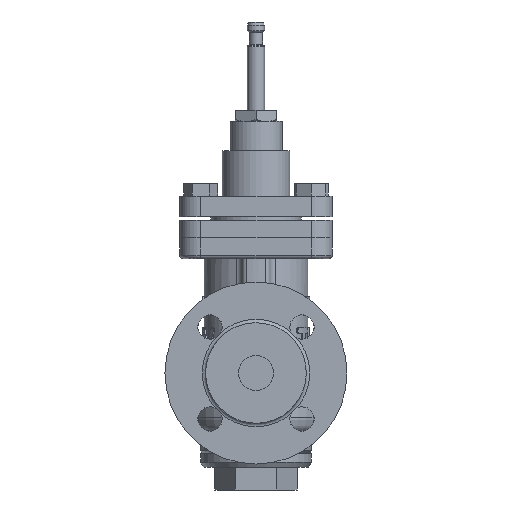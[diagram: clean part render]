
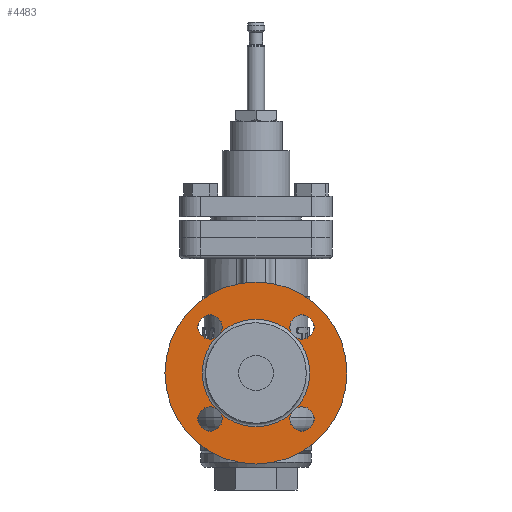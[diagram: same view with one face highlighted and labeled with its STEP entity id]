
A CAD part, left-side view. The second image highlights one B-rep face of the part: STEP entity #4483.
In plain terms, the highlighted planar face has unit normal (-1, 0, 0).
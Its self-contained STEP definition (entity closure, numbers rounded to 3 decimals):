
#908=PLANE('',#4875);
#991=FACE_BOUND('',#1551,.T.);
#1210=FACE_OUTER_BOUND('',#1550,.T.);
#1550=EDGE_LOOP('',(#3864));
#1551=EDGE_LOOP('',(#3865,#3866,#3867,#3868,#3869,#3870,#3871,#3872));
#1778=CIRCLE('',#4857,31.);
#1779=CIRCLE('',#4858,31.);
#1780=CIRCLE('',#4859,31.);
#1781=CIRCLE('',#4860,31.);
#1784=CIRCLE('',#4866,7.);
#1785=CIRCLE('',#4868,7.);
#1786=CIRCLE('',#4870,7.);
#1787=CIRCLE('',#4872,7.);
#1789=CIRCLE('',#4876,52.5);
#2202=VERTEX_POINT('',#8453);
#2203=VERTEX_POINT('',#8454);
#2204=VERTEX_POINT('',#8475);
#2205=VERTEX_POINT('',#8477);
#2206=VERTEX_POINT('',#8498);
#2207=VERTEX_POINT('',#8500);
#2208=VERTEX_POINT('',#8521);
#2209=VERTEX_POINT('',#8523);
#2217=VERTEX_POINT('',#8583);
#2776=EDGE_CURVE('',#2202,#2204,#1778,.T.);
#2778=EDGE_CURVE('',#2205,#2206,#1779,.T.);
#2780=EDGE_CURVE('',#2207,#2208,#1780,.T.);
#2782=EDGE_CURVE('',#2209,#2203,#1781,.T.);
#2785=EDGE_CURVE('',#2205,#2204,#1784,.T.);
#2786=EDGE_CURVE('',#2207,#2206,#1785,.T.);
#2787=EDGE_CURVE('',#2209,#2208,#1786,.T.);
#2788=EDGE_CURVE('',#2202,#2203,#1787,.T.);
#2795=EDGE_CURVE('',#2217,#2217,#1789,.T.);
#3864=ORIENTED_EDGE('',*,*,#2795,.F.);
#3865=ORIENTED_EDGE('',*,*,#2782,.F.);
#3866=ORIENTED_EDGE('',*,*,#2787,.T.);
#3867=ORIENTED_EDGE('',*,*,#2780,.F.);
#3868=ORIENTED_EDGE('',*,*,#2786,.T.);
#3869=ORIENTED_EDGE('',*,*,#2778,.F.);
#3870=ORIENTED_EDGE('',*,*,#2785,.T.);
#3871=ORIENTED_EDGE('',*,*,#2776,.F.);
#3872=ORIENTED_EDGE('',*,*,#2788,.T.);
#4483=ADVANCED_FACE('',(#1210,#991),#908,.F.);
#4857=AXIS2_PLACEMENT_3D('',#8476,#5838,#5839);
#4858=AXIS2_PLACEMENT_3D('',#8499,#5840,#5841);
#4859=AXIS2_PLACEMENT_3D('',#8522,#5842,#5843);
#4860=AXIS2_PLACEMENT_3D('',#8544,#5844,#5845);
#4866=AXIS2_PLACEMENT_3D('',#8552,#5856,#5857);
#4868=AXIS2_PLACEMENT_3D('',#8554,#5860,#5861);
#4870=AXIS2_PLACEMENT_3D('',#8556,#5864,#5865);
#4872=AXIS2_PLACEMENT_3D('',#8558,#5868,#5869);
#4875=AXIS2_PLACEMENT_3D('',#8582,#5876,#5877);
#4876=AXIS2_PLACEMENT_3D('',#8584,#5878,#5879);
#5838=DIRECTION('center_axis',(-1.,0.,0.));
#5839=DIRECTION('ref_axis',(0.,0.,-1.));
#5840=DIRECTION('center_axis',(-1.,0.,0.));
#5841=DIRECTION('ref_axis',(0.,0.,-1.));
#5842=DIRECTION('center_axis',(-1.,0.,0.));
#5843=DIRECTION('ref_axis',(0.,0.,-1.));
#5844=DIRECTION('center_axis',(-1.,0.,0.));
#5845=DIRECTION('ref_axis',(0.,0.,-1.));
#5856=DIRECTION('center_axis',(1.,0.,0.));
#5857=DIRECTION('ref_axis',(0.,1.,0.));
#5860=DIRECTION('center_axis',(1.,0.,0.));
#5861=DIRECTION('ref_axis',(0.,0.,
-1.));
#5864=DIRECTION('center_axis',(1.,0.,0.));
#5865=DIRECTION('ref_axis',(0.,-1.,0.));
#5868=DIRECTION('center_axis',(1.,0.,0.));
#5869=DIRECTION('ref_axis',(0.,0.,1.));
#5876=DIRECTION('center_axis',(1.,0.,0.));
#5877=DIRECTION('ref_axis',(0.,0.,-1.));
#5878=DIRECTION('center_axis',(1.,0.,0.));
#5879=DIRECTION('ref_axis',(0.,0.,-1.));
#8453=CARTESIAN_POINT('',(-73.,-20.188,23.526));
#8454=CARTESIAN_POINT('',(-73.,-23.526,20.188));
#8475=CARTESIAN_POINT('',(-73.,20.188,23.526));
#8476=CARTESIAN_POINT('Origin',(-73.,0.,0.));
#8477=CARTESIAN_POINT('',(-73.,23.526,20.188));
#8498=CARTESIAN_POINT('',(-73.,23.526,-20.188));
#8499=CARTESIAN_POINT('Origin',(-73.,0.,0.));
#8500=CARTESIAN_POINT('',(-73.,20.188,-23.526));
#8521=CARTESIAN_POINT('',(-73.,-20.188,-23.526));
#8522=CARTESIAN_POINT('Origin',(-73.,0.,0.));
#8523=CARTESIAN_POINT('',(-73.,-23.526,-20.188));
#8544=CARTESIAN_POINT('Origin',(-73.,0.,0.));
#8552=CARTESIAN_POINT('Origin',(-73.,26.517,26.517));
#8554=CARTESIAN_POINT('Origin',(-73.,26.517,-26.517));
#8556=CARTESIAN_POINT('Origin',(-73.,-26.517,-26.517));
#8558=CARTESIAN_POINT('Origin',(-73.,-26.517,26.517));
#8582=CARTESIAN_POINT('Origin',(-73.,0.,29.));
#8583=CARTESIAN_POINT('',(-73.,0.,52.5));
#8584=CARTESIAN_POINT('Origin',(-73.,0.,0.));
